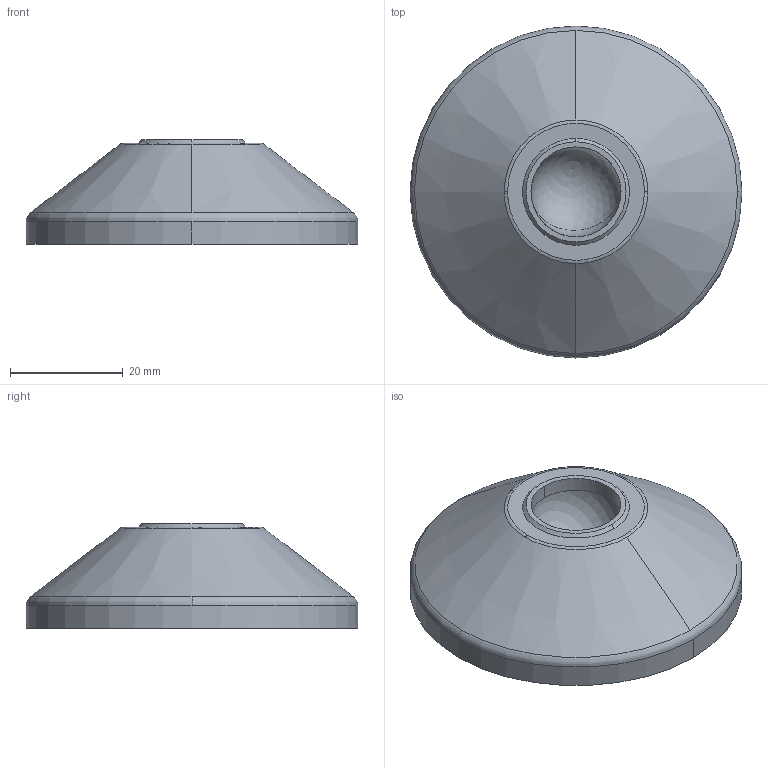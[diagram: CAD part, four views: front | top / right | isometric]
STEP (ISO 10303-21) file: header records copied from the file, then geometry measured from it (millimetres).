
FILE_DESCRIPTION (( 'STEP AP203' ), '1' );
FILE_NAME ('3_842_538_673_Bosch.step', '2024-06-10T08:10:32', ( '' ), ( '' ), 'SwSTEP 2.0', 'SolidWorks 2014', '' );
FILE_SCHEMA (( 'CONFIG_CONTROL_DESIGN' ));
Length unit declared in the file: millimetre
Products named in the file (1): 3_842_538_673_Bosch
Bounding box: 59 x 59 x 18.6 mm (x, y, z)
Volume: 26094.7 mm3; surface area: 8391.1 mm2
Topology: 1 solids, 1 shells, 23 faces, 57 edges, 39 vertices
Faces by surface type: cylinder 8, plane 5, cone 4, torus 4, sphere 2
Entity records: 767 total; most frequent: DIRECTION 136, CARTESIAN_POINT 127, ORIENTED_EDGE 108, AXIS2_PLACEMENT_3D 62, EDGE_CURVE 54, CIRCLE 38, VERTEX_POINT 37, EDGE_LOOP 27
